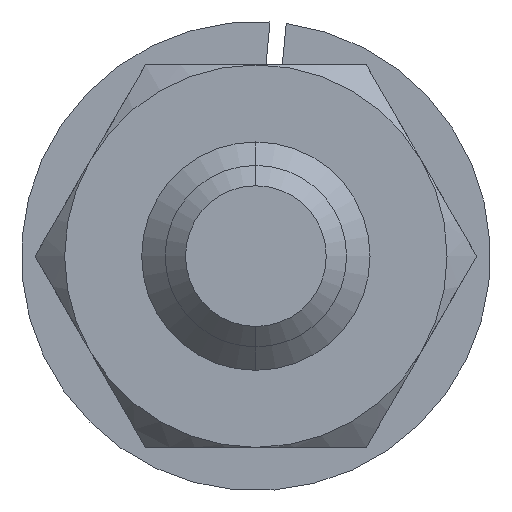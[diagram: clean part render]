
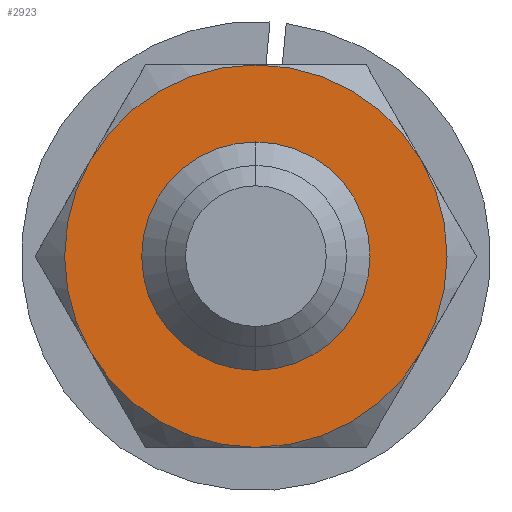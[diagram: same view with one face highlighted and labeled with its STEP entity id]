
A CAD part, front view. The second image highlights one B-rep face of the part: STEP entity #2923.
In plain terms, the highlighted planar face has unit normal (0, -1, 0).
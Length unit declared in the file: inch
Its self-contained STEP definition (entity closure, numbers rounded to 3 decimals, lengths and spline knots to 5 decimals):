
#68 = CARTESIAN_POINT ( 'NONE',  ( -0.08119, -0.035, 0.04688 ) ) ;
#152 = CARTESIAN_POINT ( 'NONE',  ( 0., -0.035, 0.043 ) ) ;
#153 = CARTESIAN_POINT ( 'NONE',  ( 0., -0.035, -0.043 ) ) ;
#198 = DIRECTION ( 'NONE',  ( 0., 0., -1. ) ) ;
#199 = DIRECTION ( 'NONE',  ( 0., -1., 0. ) ) ;
#200 = CARTESIAN_POINT ( 'NONE',  ( 0., -0.035, 0. ) ) ;
#201 = AXIS2_PLACEMENT_3D ( 'NONE', #200, #199, #198 ) ;
#202 = CIRCLE ( 'NONE', #201, 0.043 ) ;
#310 = CARTESIAN_POINT ( 'NONE',  ( -0.08119, -0.035, -0.04688 ) ) ;
#417 = DIRECTION ( 'NONE',  ( 0., 0., 1. ) ) ;
#418 = DIRECTION ( 'NONE',  ( 0., 1., 0. ) ) ;
#419 = CARTESIAN_POINT ( 'NONE',  ( 0., -0.035, 0. ) ) ;
#420 = AXIS2_PLACEMENT_3D ( 'NONE', #419, #418, #417 ) ;
#421 = CIRCLE ( 'NONE', #420, 0.09375 ) ;
#502 = CARTESIAN_POINT ( 'NONE',  ( 0., -0.035, 0.09375 ) ) ;
#715 = CARTESIAN_POINT ( 'NONE',  ( 0.08119, -0.035, 0.04687 ) ) ;
#743 = CARTESIAN_POINT ( 'NONE',  ( 0.08119, -0.035, -0.04688 ) ) ;
#856 = DIRECTION ( 'NONE',  ( 0., 0., -1. ) ) ;
#857 = DIRECTION ( 'NONE',  ( 0., -1., 0. ) ) ;
#858 = CARTESIAN_POINT ( 'NONE',  ( 0., -0.035, 0. ) ) ;
#859 = AXIS2_PLACEMENT_3D ( 'NONE', #858, #857, #856 ) ;
#860 = CIRCLE ( 'NONE', #859, 0.09375 ) ;
#869 = CARTESIAN_POINT ( 'NONE',  ( 0., -0.035, -0.09375 ) ) ;
#871 = DIRECTION ( 'NONE',  ( 0., 0., -1. ) ) ;
#872 = DIRECTION ( 'NONE',  ( 0., -1., 0. ) ) ;
#873 = CARTESIAN_POINT ( 'NONE',  ( -0.16238, -0.035, 0.09375 ) ) ;
#874 = AXIS2_PLACEMENT_3D ( 'NONE', #873, #872, #871 ) ;
#875 = FACE_OUTER_BOUND ( 'NONE', #2904, .T. ) ;
#876 = FACE_BOUND ( 'NONE', #2869, .T. ) ;
#881 = PLANE ( 'NONE',  #874 ) ;
#893 = DIRECTION ( 'NONE',  ( 0., 0., -1. ) ) ;
#894 = DIRECTION ( 'NONE',  ( 0., -1., 0. ) ) ;
#895 = CARTESIAN_POINT ( 'NONE',  ( 0., -0.035, 0. ) ) ;
#896 = AXIS2_PLACEMENT_3D ( 'NONE', #895, #894, #893 ) ;
#897 = CIRCLE ( 'NONE', #896, 0.09375 ) ;
#899 = DIRECTION ( 'NONE',  ( 0., 0., -1. ) ) ;
#900 = DIRECTION ( 'NONE',  ( 0., -1., 0. ) ) ;
#901 = CARTESIAN_POINT ( 'NONE',  ( 0., -0.035, 0. ) ) ;
#902 = AXIS2_PLACEMENT_3D ( 'NONE', #901, #900, #899 ) ;
#903 = CIRCLE ( 'NONE', #902, 0.09375 ) ;
#938 = DIRECTION ( 'NONE',  ( 0., 0., -1. ) ) ;
#939 = DIRECTION ( 'NONE',  ( 0., -1., 0. ) ) ;
#940 = CARTESIAN_POINT ( 'NONE',  ( 0., -0.035, 0. ) ) ;
#941 = AXIS2_PLACEMENT_3D ( 'NONE', #940, #939, #938 ) ;
#942 = CIRCLE ( 'NONE', #941, 0.043 ) ;
#943 = DIRECTION ( 'NONE',  ( 0., 0., -1. ) ) ;
#944 = DIRECTION ( 'NONE',  ( 0., -1., 0. ) ) ;
#945 = CARTESIAN_POINT ( 'NONE',  ( 0., -0.035, 0. ) ) ;
#946 = AXIS2_PLACEMENT_3D ( 'NONE', #945, #944, #943 ) ;
#947 = CIRCLE ( 'NONE', #946, 0.09375 ) ;
#948 = DIRECTION ( 'NONE',  ( 0., 0., -1. ) ) ;
#949 = DIRECTION ( 'NONE',  ( 0., -1., 0. ) ) ;
#950 = CARTESIAN_POINT ( 'NONE',  ( 0., -0.035, 0. ) ) ;
#951 = AXIS2_PLACEMENT_3D ( 'NONE', #950, #949, #948 ) ;
#952 = CIRCLE ( 'NONE', #951, 0.09375 ) ;
#2508 = VERTEX_POINT ( 'NONE', #68 ) ;
#2550 = VERTEX_POINT ( 'NONE', #153 ) ;
#2551 = VERTEX_POINT ( 'NONE', #152 ) ;
#2554 = EDGE_CURVE ( 'NONE', #2551, #2550, #202, .T. ) ;
#2598 = VERTEX_POINT ( 'NONE', #310 ) ;
#2677 = EDGE_CURVE ( 'NONE', #2706, #2844, #421, .T. ) ;
#2706 = VERTEX_POINT ( 'NONE', #502 ) ;
#2737 = ORIENTED_EDGE ( 'NONE', *, *, #2946, .T. ) ;
#2844 = VERTEX_POINT ( 'NONE', #715 ) ;
#2854 = VERTEX_POINT ( 'NONE', #743 ) ;
#2869 = EDGE_LOOP ( 'NONE', ( #2924, #2967 ) ) ;
#2904 = EDGE_LOOP ( 'NONE', ( #2966, #2964, #2907, #2909, #2737, #2952 ) ) ;
#2907 = ORIENTED_EDGE ( 'NONE', *, *, #2908, .T. ) ;
#2908 = EDGE_CURVE ( 'NONE', #2854, #2844, #860, .T. ) ;
#2909 = ORIENTED_EDGE ( 'NONE', *, *, #2677, .F. ) ;
#2923 = ADVANCED_FACE ( 'Face6', ( #876, #875 ), #881, .T. ) ;
#2924 = ORIENTED_EDGE ( 'NONE', *, *, #2554, .F. ) ;
#2927 = VERTEX_POINT ( 'NONE', #869 ) ;
#2945 = EDGE_CURVE ( 'NONE', #2508, #2598, #903, .T. ) ;
#2946 = EDGE_CURVE ( 'NONE', #2706, #2508, #897, .T. ) ;
#2952 = ORIENTED_EDGE ( 'NONE', *, *, #2945, .T. ) ;
#2963 = EDGE_CURVE ( 'NONE', #2598, #2927, #952, .T. ) ;
#2964 = ORIENTED_EDGE ( 'NONE', *, *, #2965, .T. ) ;
#2965 = EDGE_CURVE ( 'NONE', #2927, #2854, #947, .T. ) ;
#2966 = ORIENTED_EDGE ( 'NONE', *, *, #2963, .T. ) ;
#2967 = ORIENTED_EDGE ( 'NONE', *, *, #2968, .F. ) ;
#2968 = EDGE_CURVE ( 'NONE', #2550, #2551, #942, .T. ) ;
